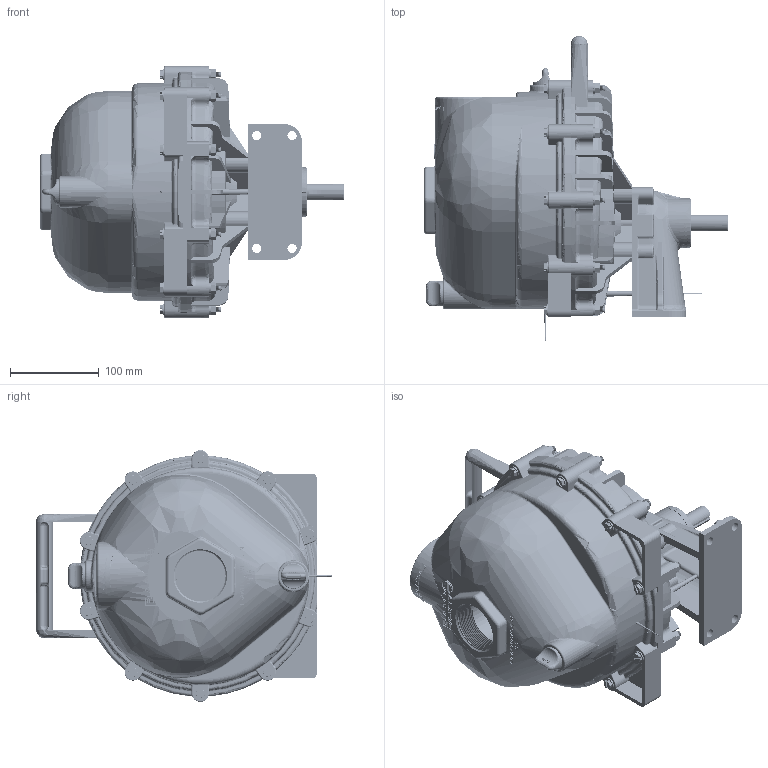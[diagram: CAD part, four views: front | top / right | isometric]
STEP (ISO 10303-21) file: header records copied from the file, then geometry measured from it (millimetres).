
FILE_DESCRIPTION(/* description */ ('2" PEDESTAL PUMP W/BEARING PED '),/* implementation_level */ '2;1');
FILE_NAME(/* name */ '200PB.stp',/* time_stamp */ '2019-12-13T09:20:41-05:00',/* author */ ('MJC'),/* organization */ (''),/* preprocessor_version */ 'ST-DEVELOPER v17',/* originating_system */ 'Autodesk Inventor 2019',/* authorisation */ '');
FILE_SCHEMA (('AUTOMOTIVE_DESIGN { 1 0 10303 214 3 1 1 }'));
Products named in the file (31): 200PB; 12703A; 12712AP; X12712A; 12777; UV15163; 12702A; 12733; 12733_1; 12710; 12715A; 12717; 12705; 12900; 12725; 12719A; 12754; 12720; V07018; V07019; 12775A; 12902A; 12765A; 12771A; 12901; 12882A; 12882R; 12883R; 12883B; 12884; A204
Assembly tree (70 placements, depth 3):
  200PB
    12703A
    12712AP
      X12712A
      12777  x2
      UV15163  x2
    12702A
    12733
      12733_1
      12710
    12715A  x4
    12717  x4
    12705
    12900
    12725  x2
    12719A
    12754
    12720  x10
    V07018  x10
    V07019  x10
    12775A
    12902A
    12765A
    12771A
    12901  x4
    12882A
      12882R
      12883R
      12883B  x2
      12884
    A204
Bounding box: 341.92 x 351.09 x 283.21 mm (x, y, z)
Volume: 3180304.5 mm3; surface area: 1226062.5 mm2
Topology: 86 solids, 218 shells, 8080 faces, 22647 edges, 14807 vertices
Faces by surface type: cylinder 2231, plane 2203, cone 1856, bspline 943, torus 750, sphere 97
Full cylindrical faces by diameter (mm): 2.87 x2, 2.921 x2, 3.505 x14, 4.572 x1, 4.826 x2, 4.877 x6, 5.207 x2, 5.588 x7, 6.35 x430, 6.65 x26, 6.782 x5, 6.858 x20, 7.938 x4, 8.731 x4, 9.525 x2, 10.319 x4, 11.1 x1, 11.112 x3, 11.906 x4, 12.7 x2, 13.208 x10, 17.399 x1, 17.475 x6, 19.05 x5, 20.002 x2, 20.637 x1, 20.701 x4, 22.225 x1, 25.4 x2, 25.527 x2
Entity records: 207698 total; most frequent: CARTESIAN_POINT 88456, ORIENTED_EDGE 26579, DIRECTION 22233, EDGE_CURVE 13384, VERTEX_POINT 8730, AXIS2_PLACEMENT_3D 8347, LINE 5539, VECTOR 5539
